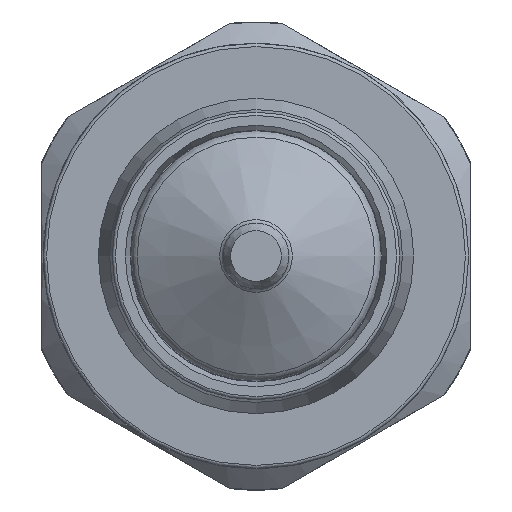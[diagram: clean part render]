
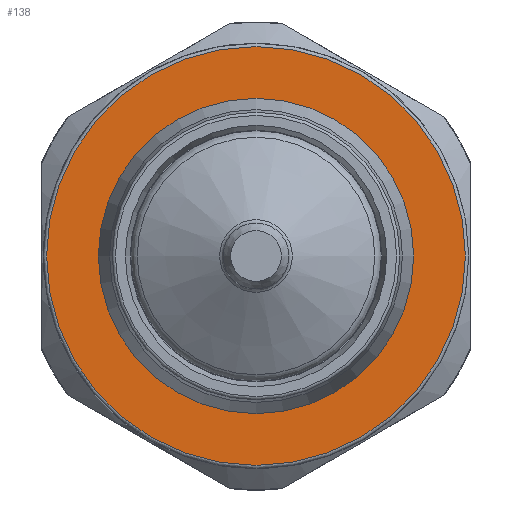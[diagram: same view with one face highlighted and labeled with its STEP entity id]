
A CAD part, left-side view. The second image highlights one B-rep face of the part: STEP entity #138.
In plain terms, the highlighted planar face has unit normal (-1, 0, 0).
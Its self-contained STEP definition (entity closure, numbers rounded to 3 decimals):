
#50 = DIRECTION ( 'NONE',  ( 0., -1., 0. ) ) ;
#86 = EDGE_LOOP ( 'NONE', ( #1308 ) ) ;
#138 = ADVANCED_FACE ( 'NONE', ( #1191, #1379 ), #674, .T. ) ;
#155 = CARTESIAN_POINT ( 'NONE',  ( 38.936, 0., 0. ) ) ;
#218 = VERTEX_POINT ( 'NONE', #518 ) ;
#368 = EDGE_LOOP ( 'NONE', ( #1304 ) ) ;
#516 = CARTESIAN_POINT ( 'NONE',  ( 38.936, 0., 0. ) ) ;
#518 = CARTESIAN_POINT ( 'NONE',  ( 38.936, -31.75, 0. ) ) ;
#563 = CIRCLE ( 'NONE', #1657, 23.9 ) ;
#612 = CARTESIAN_POINT ( 'NONE',  ( 38.936, 0., 0. ) ) ;
#674 = PLANE ( 'NONE',  #1645 ) ;
#715 = DIRECTION ( 'NONE',  ( 0., -1., 0. ) ) ;
#755 = DIRECTION ( 'NONE',  ( -1., 0., 0. ) ) ;
#811 = VERTEX_POINT ( 'NONE', #1096 ) ;
#1095 = DIRECTION ( 'NONE',  ( 0., -1., 0. ) ) ;
#1096 = CARTESIAN_POINT ( 'NONE',  ( 38.936, -23.9, 0. ) ) ;
#1191 = FACE_OUTER_BOUND ( 'NONE', #86, .T. ) ;
#1199 = EDGE_CURVE ( 'NONE', #811, #811, #563, .T. ) ;
#1304 = ORIENTED_EDGE ( 'NONE', *, *, #1199, .F. ) ;
#1308 = ORIENTED_EDGE ( 'NONE', *, *, #1743, .T. ) ;
#1379 = FACE_BOUND ( 'NONE', #368, .T. ) ;
#1414 = CIRCLE ( 'NONE', #1730, 31.75 ) ;
#1485 = DIRECTION ( 'NONE',  ( -1., 0., 0. ) ) ;
#1547 = DIRECTION ( 'NONE',  ( -1., 0., 0. ) ) ;
#1645 = AXIS2_PLACEMENT_3D ( 'NONE', #516, #1485, #1095 ) ;
#1657 = AXIS2_PLACEMENT_3D ( 'NONE', #612, #755, #50 ) ;
#1730 = AXIS2_PLACEMENT_3D ( 'NONE', #155, #1547, #715 ) ;
#1743 = EDGE_CURVE ( 'NONE', #218, #218, #1414, .T. ) ;
